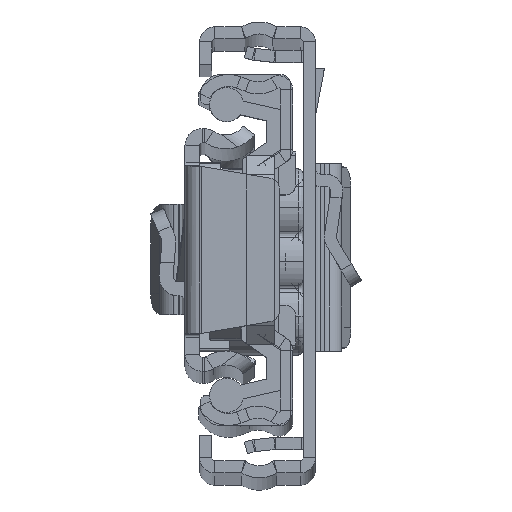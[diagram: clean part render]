
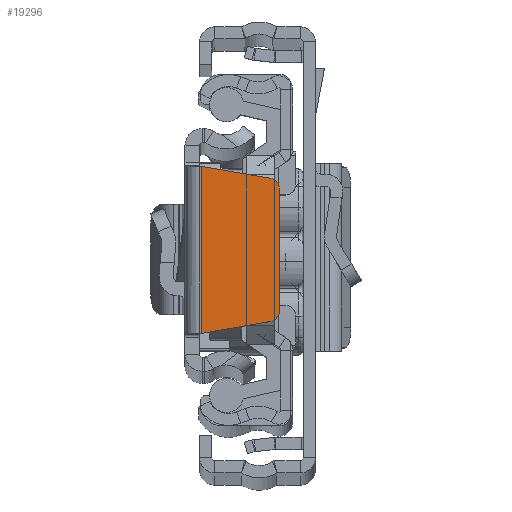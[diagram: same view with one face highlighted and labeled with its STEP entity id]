
A CAD part, top view. The second image highlights one B-rep face of the part: STEP entity #19296.
In plain terms, the highlighted planar face has unit normal (0, 0, 1).
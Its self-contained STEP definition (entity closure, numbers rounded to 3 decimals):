
#235 = DIRECTION ( 'NONE',  ( 1., 0., 0. ) ) ;
#2294 = EDGE_CURVE ( 'NONE', #19305, #16278, #3321, .T. ) ;
#2365 = VECTOR ( 'NONE', #16786, 1000. ) ;
#3202 = DIRECTION ( 'NONE',  ( 0., 0., 1. ) ) ;
#3321 = LINE ( 'NONE', #10009, #20999 ) ;
#3495 = CARTESIAN_POINT ( 'NONE',  ( 1.6, -8.333, 0. ) ) ;
#3500 = CIRCLE ( 'NONE', #20325, 1. ) ;
#3655 = CARTESIAN_POINT ( 'NONE',  ( 1.6, 8.333, 0. ) ) ;
#3688 = VERTEX_POINT ( 'NONE', #13616 ) ;
#3851 = VERTEX_POINT ( 'NONE', #12491 ) ;
#3876 = ORIENTED_EDGE ( 'NONE', *, *, #20577, .T. ) ;
#5170 = VECTOR ( 'NONE', #17685, 1000. ) ;
#5186 = DIRECTION ( 'NONE',  ( 0., -1., 0. ) ) ;
#5287 = LINE ( 'NONE', #20533, #2365 ) ;
#5302 = DIRECTION ( 'NONE',  ( 0., 0., -1. ) ) ;
#5332 = ORIENTED_EDGE ( 'NONE', *, *, #2294, .T. ) ;
#5377 = DIRECTION ( 'NONE',  ( 0., 0., 1. ) ) ;
#5947 = CIRCLE ( 'NONE', #8422, 1. ) ;
#6927 = CARTESIAN_POINT ( 'NONE',  ( 8.4, 6.156, 0. ) ) ;
#7358 = EDGE_CURVE ( 'NONE', #3688, #19305, #5287, .T. ) ;
#8078 = VECTOR ( 'NONE', #11155, 1000. ) ;
#8422 = AXIS2_PLACEMENT_3D ( 'NONE', #12163, #5377, #9095 ) ;
#8632 = AXIS2_PLACEMENT_3D ( 'NONE', #6927, #5302, #235 ) ;
#8689 = CARTESIAN_POINT ( 'NONE',  ( 9.4, 6.156, 0. ) ) ;
#9095 = DIRECTION ( 'NONE',  ( 1., 0., 0. ) ) ;
#10009 = CARTESIAN_POINT ( 'NONE',  ( 1.6, -8.333, 0. ) ) ;
#10246 = EDGE_CURVE ( 'NONE', #3851, #17872, #5947, .T. ) ;
#11155 = DIRECTION ( 'NONE',  ( 0., 1., 0. ) ) ;
#12163 = CARTESIAN_POINT ( 'NONE',  ( 8.4, -6.156, 0. ) ) ;
#12491 = CARTESIAN_POINT ( 'NONE',  ( 8.568, -7.142, 0. ) ) ;
#13156 = CARTESIAN_POINT ( 'NONE',  ( 8.4, 6.156, 0. ) ) ;
#13616 = CARTESIAN_POINT ( 'NONE',  ( 8.568, 7.142, 0. ) ) ;
#14088 = CARTESIAN_POINT ( 'NONE',  ( 9.4, 6.156, 0. ) ) ;
#14152 = ORIENTED_EDGE ( 'NONE', *, *, #21394, .T. ) ;
#14440 = ORIENTED_EDGE ( 'NONE', *, *, #7358, .T. ) ;
#15156 = FACE_OUTER_BOUND ( 'NONE', #20365, .T. ) ;
#15314 = EDGE_CURVE ( 'NONE', #16278, #3851, #19466, .T. ) ;
#15351 = DIRECTION ( 'NONE',  ( 1., 0., 0. ) ) ;
#16278 = VERTEX_POINT ( 'NONE', #3495 ) ;
#16786 = DIRECTION ( 'NONE',  ( -0.986, 0.168, 0. ) ) ;
#17582 = CARTESIAN_POINT ( 'NONE',  ( 8.568, -7.142, 0. ) ) ;
#17685 = DIRECTION ( 'NONE',  ( 0.986, 0.168, 0. ) ) ;
#17872 = VERTEX_POINT ( 'NONE', #18912 ) ;
#18568 = VERTEX_POINT ( 'NONE', #14088 ) ;
#18572 = PLANE ( 'NONE',  #8632 ) ;
#18912 = CARTESIAN_POINT ( 'NONE',  ( 9.4, -6.156, 0. ) ) ;
#19296 = ADVANCED_FACE ( 'NONE', ( #15156 ), #18572, .F. ) ;
#19305 = VERTEX_POINT ( 'NONE', #3655 ) ;
#19466 = LINE ( 'NONE', #17582, #5170 ) ;
#20325 = AXIS2_PLACEMENT_3D ( 'NONE', #13156, #3202, #15351 ) ;
#20365 = EDGE_LOOP ( 'NONE', ( #5332, #20974, #20460, #14152, #3876, #14440 ) ) ;
#20460 = ORIENTED_EDGE ( 'NONE', *, *, #10246, .T. ) ;
#20533 = CARTESIAN_POINT ( 'NONE',  ( 1.5, 8.35, 0. ) ) ;
#20577 = EDGE_CURVE ( 'NONE', #18568, #3688, #3500, .T. ) ;
#20864 = LINE ( 'NONE', #8689, #8078 ) ;
#20974 = ORIENTED_EDGE ( 'NONE', *, *, #15314, .T. ) ;
#20999 = VECTOR ( 'NONE', #5186, 1000. ) ;
#21394 = EDGE_CURVE ( 'NONE', #17872, #18568, #20864, .T. ) ;
